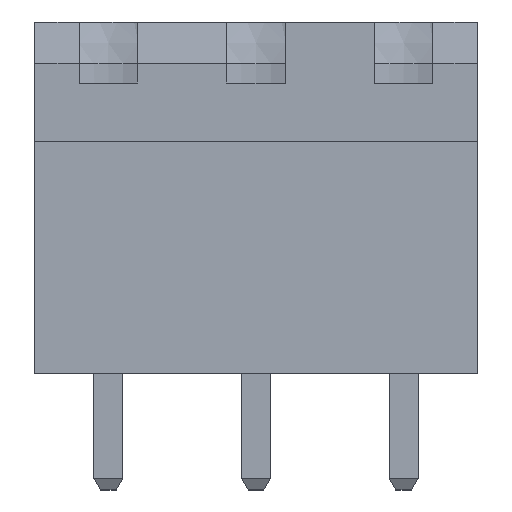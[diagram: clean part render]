
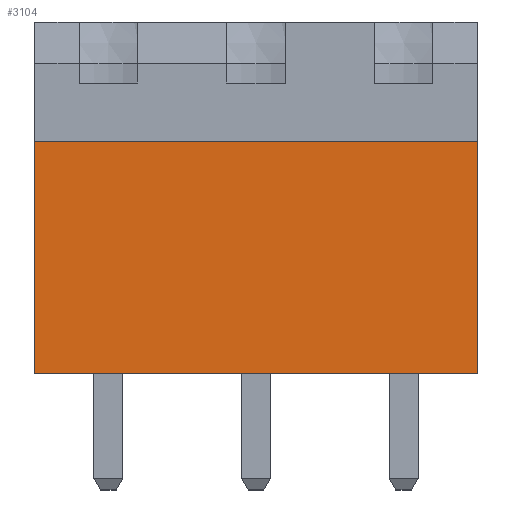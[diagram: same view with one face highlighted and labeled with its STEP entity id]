
A CAD part, top view. The second image highlights one B-rep face of the part: STEP entity #3104.
In plain terms, the highlighted planar face has unit normal (0, 0, 1).
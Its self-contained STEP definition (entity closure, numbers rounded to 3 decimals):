
#100 = LINE ( 'NONE', #1314, #2147 ) ;
#827 = DIRECTION ( 'NONE',  ( 0., -1., 0. ) ) ;
#840 = DIRECTION ( 'NONE',  ( 0., -1., 0. ) ) ;
#841 = VECTOR ( 'NONE', #1310, 1000. ) ;
#1025 = ORIENTED_EDGE ( 'NONE', *, *, #4961, .T. ) ;
#1274 = VECTOR ( 'NONE', #827, 1000. ) ;
#1310 = DIRECTION ( 'NONE',  ( 0., 1., 0. ) ) ;
#1314 = CARTESIAN_POINT ( 'NONE',  ( 0., 0., 3.6 ) ) ;
#1796 = CARTESIAN_POINT ( 'NONE',  ( -2.54, 0., 3.6 ) ) ;
#1814 = VERTEX_POINT ( 'NONE', #3482 ) ;
#1985 = LINE ( 'NONE', #1796, #841 ) ;
#2079 = DIRECTION ( 'NONE',  ( 1., 0., 0. ) ) ;
#2147 = VECTOR ( 'NONE', #2079, 1000. ) ;
#2178 = LINE ( 'NONE', #4285, #3914 ) ;
#2194 = DIRECTION ( 'NONE',  ( 1., 0., 0. ) ) ;
#2206 = CARTESIAN_POINT ( 'NONE',  ( 12.7, 8., 3.6 ) ) ;
#2277 = EDGE_CURVE ( 'NONE', #1814, #5172, #2178, .T. ) ;
#2588 = EDGE_LOOP ( 'NONE', ( #3046, #4912, #5503, #1025 ) ) ;
#2966 = CARTESIAN_POINT ( 'NONE',  ( 12.7, 0., 3.6 ) ) ;
#3046 = ORIENTED_EDGE ( 'NONE', *, *, #5086, .F. ) ;
#3104 = ADVANCED_FACE ( 'NONE', ( #3545 ), #3395, .F. ) ;
#3227 = CARTESIAN_POINT ( 'NONE',  ( 12.7, 0., 3.6 ) ) ;
#3395 = PLANE ( 'NONE',  #4986 ) ;
#3433 = DIRECTION ( 'NONE',  ( 0., 0., -1. ) ) ;
#3482 = CARTESIAN_POINT ( 'NONE',  ( -2.54, 8., 3.6 ) ) ;
#3545 = FACE_OUTER_BOUND ( 'NONE', #2588, .T. ) ;
#3914 = VECTOR ( 'NONE', #2194, 1000. ) ;
#4285 = CARTESIAN_POINT ( 'NONE',  ( 12.7, 8., 3.6 ) ) ;
#4389 = EDGE_CURVE ( 'NONE', #5487, #1814, #1985, .T. ) ;
#4442 = CARTESIAN_POINT ( 'NONE',  ( -2.54, 0., 3.6 ) ) ;
#4689 = CARTESIAN_POINT ( 'NONE',  ( 12.7, 8., 3.6 ) ) ;
#4708 = VERTEX_POINT ( 'NONE', #3227 ) ;
#4817 = LINE ( 'NONE', #2966, #1274 ) ;
#4912 = ORIENTED_EDGE ( 'NONE', *, *, #2277, .F. ) ;
#4961 = EDGE_CURVE ( 'NONE', #5487, #4708, #100, .T. ) ;
#4986 = AXIS2_PLACEMENT_3D ( 'NONE', #4689, #3433, #840 ) ;
#5086 = EDGE_CURVE ( 'NONE', #5172, #4708, #4817, .T. ) ;
#5172 = VERTEX_POINT ( 'NONE', #2206 ) ;
#5487 = VERTEX_POINT ( 'NONE', #4442 ) ;
#5503 = ORIENTED_EDGE ( 'NONE', *, *, #4389, .F. ) ;
